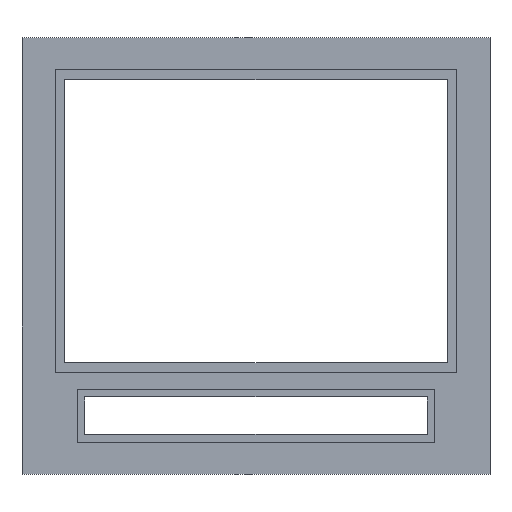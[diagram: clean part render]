
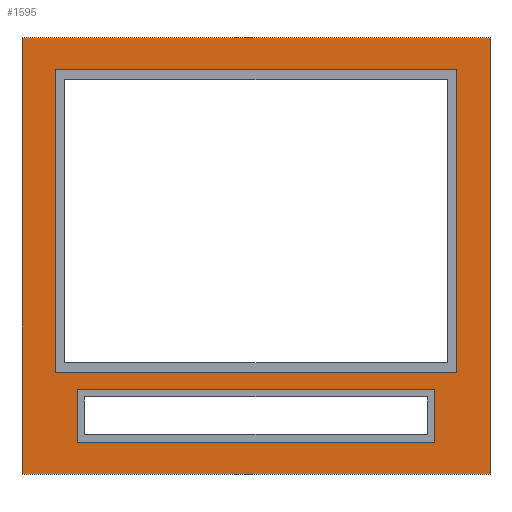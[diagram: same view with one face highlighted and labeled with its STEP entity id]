
A CAD part, top view. The second image highlights one B-rep face of the part: STEP entity #1595.
In plain terms, the highlighted planar face has unit normal (0, 0, 1).
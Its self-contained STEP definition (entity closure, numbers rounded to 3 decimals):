
#4 = DIRECTION ( 'NONE',  ( 0., 1., 0. ) ) ;
#12 = ORIENTED_EDGE ( 'NONE', *, *, #996, .T. ) ;
#56 = DIRECTION ( 'NONE',  ( 1., 0., 0. ) ) ;
#122 = ORIENTED_EDGE ( 'NONE', *, *, #887, .T. ) ;
#124 = DIRECTION ( 'NONE',  ( -1., 0., 0. ) ) ;
#137 = CARTESIAN_POINT ( 'NONE',  ( 212.5, -198., 11. ) ) ;
#164 = EDGE_CURVE ( 'NONE', #1213, #652, #583, .T. ) ;
#194 = DIRECTION ( 'NONE',  ( -1., 0., 0. ) ) ;
#205 = CARTESIAN_POINT ( 'NONE',  ( -162.5, -121., 11. ) ) ;
#225 = LINE ( 'NONE', #831, #1131 ) ;
#246 = VERTEX_POINT ( 'NONE', #1121 ) ;
#280 = CARTESIAN_POINT ( 'NONE',  ( -212.5, -198., 11. ) ) ;
#303 = ORIENTED_EDGE ( 'NONE', *, *, #865, .T. ) ;
#304 = DIRECTION ( 'NONE',  ( 1., 0., 0. ) ) ;
#312 = DIRECTION ( 'NONE',  ( 0., 1., 0. ) ) ;
#318 = LINE ( 'NONE', #532, #792 ) ;
#335 = VERTEX_POINT ( 'NONE', #751 ) ;
#346 = ORIENTED_EDGE ( 'NONE', *, *, #164, .T. ) ;
#359 = ORIENTED_EDGE ( 'NONE', *, *, #1048, .T. ) ;
#391 = EDGE_CURVE ( 'NONE', #844, #1213, #1063, .T. ) ;
#398 = VERTEX_POINT ( 'NONE', #205 ) ;
#399 = LINE ( 'NONE', #1263, #1118 ) ;
#447 = ORIENTED_EDGE ( 'NONE', *, *, #1230, .T. ) ;
#460 = VECTOR ( 'NONE', #687, 1000. ) ;
#476 = PLANE ( 'NONE',  #1455 ) ;
#491 = ORIENTED_EDGE ( 'NONE', *, *, #1490, .T. ) ;
#497 = EDGE_CURVE ( 'NONE', #652, #1532, #787, .T. ) ;
#508 = FACE_BOUND ( 'NONE', #1262, .T. ) ;
#514 = CARTESIAN_POINT ( 'NONE',  ( 0., -106., 11. ) ) ;
#520 = VERTEX_POINT ( 'NONE', #1188 ) ;
#528 = CARTESIAN_POINT ( 'NONE',  ( -182.5, -106., 11. ) ) ;
#532 = CARTESIAN_POINT ( 'NONE',  ( -212.5, -198., 11. ) ) ;
#556 = VECTOR ( 'NONE', #682, 1000. ) ;
#557 = EDGE_LOOP ( 'NONE', ( #447, #1364, #359, #491 ) ) ;
#580 = CARTESIAN_POINT ( 'NONE',  ( -212.5, 198., 11. ) ) ;
#583 = LINE ( 'NONE', #1076, #1521 ) ;
#633 = DIRECTION ( 'NONE',  ( -1., 0., 0. ) ) ;
#652 = VERTEX_POINT ( 'NONE', #788 ) ;
#682 = DIRECTION ( 'NONE',  ( 0., -1., 0. ) ) ;
#687 = DIRECTION ( 'NONE',  ( 0., -1., 0. ) ) ;
#694 = VECTOR ( 'NONE', #4, 1000. ) ;
#697 = CARTESIAN_POINT ( 'NONE',  ( 182.5, 0., 11. ) ) ;
#699 = FACE_OUTER_BOUND ( 'NONE', #557, .T. ) ;
#751 = CARTESIAN_POINT ( 'NONE',  ( -162.5, -169., 11. ) ) ;
#775 = ORIENTED_EDGE ( 'NONE', *, *, #391, .T. ) ;
#781 = DIRECTION ( 'NONE',  ( 1., 0., 0. ) ) ;
#783 = LINE ( 'NONE', #1438, #556 ) ;
#787 = LINE ( 'NONE', #697, #460 ) ;
#788 = CARTESIAN_POINT ( 'NONE',  ( 182.5, 169., 11. ) ) ;
#792 = VECTOR ( 'NONE', #781, 1000. ) ;
#824 = VERTEX_POINT ( 'NONE', #280 ) ;
#831 = CARTESIAN_POINT ( 'NONE',  ( 162.5, 0., 11. ) ) ;
#835 = VERTEX_POINT ( 'NONE', #1029 ) ;
#844 = VERTEX_POINT ( 'NONE', #528 ) ;
#846 = DIRECTION ( 'NONE',  ( 0., -1., 0. ) ) ;
#861 = ORIENTED_EDGE ( 'NONE', *, *, #497, .T. ) ;
#865 = EDGE_CURVE ( 'NONE', #335, #398, #886, .T. ) ;
#886 = LINE ( 'NONE', #1525, #904 ) ;
#887 = EDGE_CURVE ( 'NONE', #520, #335, #399, .T. ) ;
#900 = CARTESIAN_POINT ( 'NONE',  ( -182.5, 169., 11. ) ) ;
#904 = VECTOR ( 'NONE', #1276, 1000. ) ;
#937 = LINE ( 'NONE', #580, #970 ) ;
#960 = CARTESIAN_POINT ( 'NONE',  ( 162.5, -121., 11. ) ) ;
#970 = VECTOR ( 'NONE', #194, 1000. ) ;
#996 = EDGE_CURVE ( 'NONE', #398, #1106, #1163, .T. ) ;
#1002 = DIRECTION ( 'NONE',  ( -1., 0., 0. ) ) ;
#1012 = EDGE_CURVE ( 'NONE', #246, #1458, #937, .T. ) ;
#1014 = EDGE_LOOP ( 'NONE', ( #12, #1020, #122, #303 ) ) ;
#1020 = ORIENTED_EDGE ( 'NONE', *, *, #1122, .T. ) ;
#1029 = CARTESIAN_POINT ( 'NONE',  ( 212.5, -198., 11. ) ) ;
#1041 = CARTESIAN_POINT ( 'NONE',  ( -212.5, 198., 11. ) ) ;
#1048 = EDGE_CURVE ( 'NONE', #1458, #824, #783, .T. ) ;
#1063 = LINE ( 'NONE', #1570, #1429 ) ;
#1076 = CARTESIAN_POINT ( 'NONE',  ( 0., 169., 11. ) ) ;
#1106 = VERTEX_POINT ( 'NONE', #960 ) ;
#1118 = VECTOR ( 'NONE', #633, 1000. ) ;
#1121 = CARTESIAN_POINT ( 'NONE',  ( 212.5, 198., 11. ) ) ;
#1122 = EDGE_CURVE ( 'NONE', #1106, #520, #225, .T. ) ;
#1131 = VECTOR ( 'NONE', #846, 1000. ) ;
#1135 = VECTOR ( 'NONE', #124, 1000. ) ;
#1163 = LINE ( 'NONE', #1203, #1396 ) ;
#1188 = CARTESIAN_POINT ( 'NONE',  ( 162.5, -169., 11. ) ) ;
#1199 = CARTESIAN_POINT ( 'NONE',  ( 182.5, -106., 11. ) ) ;
#1203 = CARTESIAN_POINT ( 'NONE',  ( 0., -121., 11. ) ) ;
#1213 = VERTEX_POINT ( 'NONE', #900 ) ;
#1230 = EDGE_CURVE ( 'NONE', #835, #246, #1261, .T. ) ;
#1232 = CARTESIAN_POINT ( 'NONE',  ( 0., 0., 11. ) ) ;
#1255 = EDGE_CURVE ( 'NONE', #1532, #844, #1267, .T. ) ;
#1261 = LINE ( 'NONE', #137, #694 ) ;
#1262 = EDGE_LOOP ( 'NONE', ( #346, #861, #1504, #775 ) ) ;
#1263 = CARTESIAN_POINT ( 'NONE',  ( 0., -169., 11. ) ) ;
#1267 = LINE ( 'NONE', #514, #1135 ) ;
#1276 = DIRECTION ( 'NONE',  ( 0., 1., 0. ) ) ;
#1364 = ORIENTED_EDGE ( 'NONE', *, *, #1012, .T. ) ;
#1396 = VECTOR ( 'NONE', #304, 1000. ) ;
#1429 = VECTOR ( 'NONE', #312, 1000. ) ;
#1438 = CARTESIAN_POINT ( 'NONE',  ( -212.5, -198., 11. ) ) ;
#1455 = AXIS2_PLACEMENT_3D ( 'NONE', #1232, #1478, #1002 ) ;
#1458 = VERTEX_POINT ( 'NONE', #1041 ) ;
#1478 = DIRECTION ( 'NONE',  ( 0., 0., -1. ) ) ;
#1488 = FACE_BOUND ( 'NONE', #1014, .T. ) ;
#1490 = EDGE_CURVE ( 'NONE', #824, #835, #318, .T. ) ;
#1504 = ORIENTED_EDGE ( 'NONE', *, *, #1255, .T. ) ;
#1521 = VECTOR ( 'NONE', #56, 1000. ) ;
#1525 = CARTESIAN_POINT ( 'NONE',  ( -162.5, 0., 11. ) ) ;
#1532 = VERTEX_POINT ( 'NONE', #1199 ) ;
#1570 = CARTESIAN_POINT ( 'NONE',  ( -182.5, 0., 11. ) ) ;
#1595 = ADVANCED_FACE ( 'NONE', ( #508, #1488, #699 ), #476, .F. ) ;
